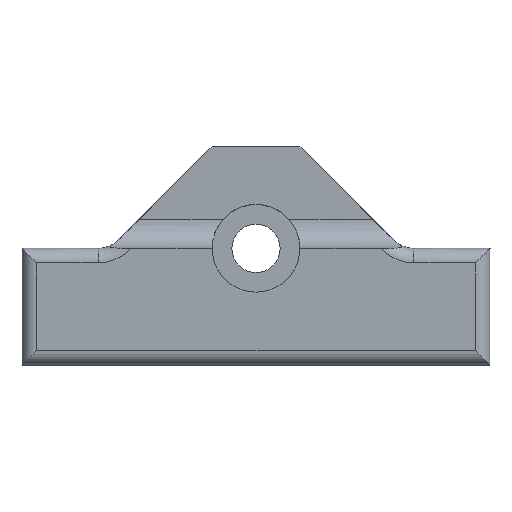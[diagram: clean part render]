
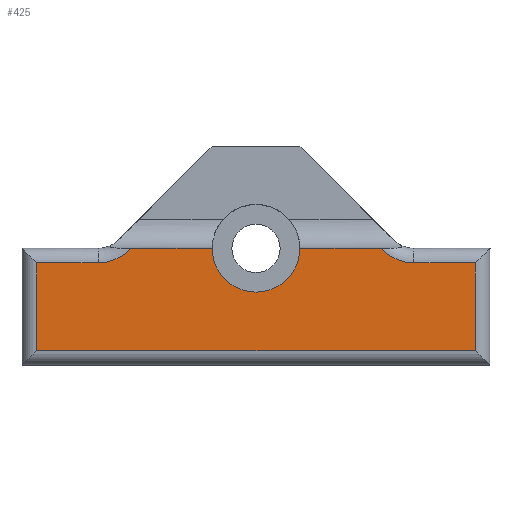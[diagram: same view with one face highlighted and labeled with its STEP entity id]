
A CAD part, top view. The second image highlights one B-rep face of the part: STEP entity #425.
In plain terms, the highlighted planar face has unit normal (0, 0, 1).
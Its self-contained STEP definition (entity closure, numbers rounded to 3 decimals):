
#17=PLANE('',#474);
#42=FACE_OUTER_BOUND('',#67,.T.);
#67=EDGE_LOOP('',(#311,#312,#313,#314,#315,#316,#317,#318,#319,#320));
#98=CIRCLE('',#470,3.);
#99=CIRCLE('',#472,3.);
#101=CIRCLE('',#475,3.);
#109=LINE('',#642,#146);
#110=LINE('',#646,#147);
#112=LINE('',#652,#149);
#114=LINE('',#658,#151);
#116=LINE('',#664,#153);
#118=LINE('',#712,#155);
#119=LINE('',#714,#156);
#146=VECTOR('',#510,10.);
#147=VECTOR('',#515,10.);
#149=VECTOR('',#521,10.);
#151=VECTOR('',#527,10.);
#153=VECTOR('',#533,10.);
#155=VECTOR('',#551,10.);
#156=VECTOR('',#552,10.);
#184=VERTEX_POINT('',#639);
#185=VERTEX_POINT('',#641);
#186=VERTEX_POINT('',#645);
#188=VERTEX_POINT('',#651);
#190=VERTEX_POINT('',#657);
#192=VERTEX_POINT('',#663);
#194=VERTEX_POINT('',#669);
#197=VERTEX_POINT('',#691);
#198=VERTEX_POINT('',#711);
#199=VERTEX_POINT('',#713);
#223=EDGE_CURVE('',#184,#185,#109,.T.);
#225=EDGE_CURVE('',#185,#186,#110,.T.);
#228=EDGE_CURVE('',#186,#188,#112,.T.);
#231=EDGE_CURVE('',#188,#190,#114,.T.);
#234=EDGE_CURVE('',#190,#192,#116,.T.);
#239=EDGE_CURVE('',#192,#194,#98,.T.);
#241=EDGE_CURVE('',#197,#184,#99,.T.);
#243=EDGE_CURVE('',#198,#194,#118,.T.);
#244=EDGE_CURVE('',#197,#199,#119,.T.);
#245=EDGE_CURVE('',#199,#198,#101,.T.);
#311=ORIENTED_EDGE('',*,*,#243,.T.);
#312=ORIENTED_EDGE('',*,*,#239,.F.);
#313=ORIENTED_EDGE('',*,*,#234,.F.);
#314=ORIENTED_EDGE('',*,*,#231,.F.);
#315=ORIENTED_EDGE('',*,*,#228,.F.);
#316=ORIENTED_EDGE('',*,*,#225,.F.);
#317=ORIENTED_EDGE('',*,*,#223,.F.);
#318=ORIENTED_EDGE('',*,*,#241,.F.);
#319=ORIENTED_EDGE('',*,*,#244,.T.);
#320=ORIENTED_EDGE('',*,*,#245,.T.);
#425=ADVANCED_FACE('',(#42),#17,.T.);
#470=AXIS2_PLACEMENT_3D('',#688,#541,#542);
#472=AXIS2_PLACEMENT_3D('',#708,#545,#546);
#474=AXIS2_PLACEMENT_3D('',#710,#549,#550);
#475=AXIS2_PLACEMENT_3D('',#715,#553,#554);
#510=DIRECTION('',(1.,0.,0.));
#515=DIRECTION('',(0.,-1.,0.));
#521=DIRECTION('',(-1.,0.,0.));
#527=DIRECTION('',(0.,1.,0.));
#533=DIRECTION('',(1.,0.,0.));
#541=DIRECTION('center_axis',(0.,0.,1.));
#542=DIRECTION('ref_axis',(0.,1.,0.));
#545=DIRECTION('center_axis',(0.,0.,1.));
#546=DIRECTION('ref_axis',(0.,1.,0.));
#549=DIRECTION('center_axis',(0.,0.,1.));
#550=DIRECTION('ref_axis',(1.,0.,0.));
#551=DIRECTION('',(-1.,0.,0.));
#552=DIRECTION('',(-1.,0.,0.));
#553=DIRECTION('center_axis',(0.,0.,-1.));
#554=DIRECTION('ref_axis',(1.,0.,0.));
#639=CARTESIAN_POINT('',(10.794,7.034,5.));
#641=CARTESIAN_POINT('',(15.,7.034,5.));
#642=CARTESIAN_POINT('',(8.,7.034,5.));
#645=CARTESIAN_POINT('',(15.,1.034,5.));
#646=CARTESIAN_POINT('',(15.,2.034,5.));
#651=CARTESIAN_POINT('',(-15.,1.034,5.));
#652=CARTESIAN_POINT('',(-8.,1.034,5.));
#657=CARTESIAN_POINT('',(-15.,7.034,5.));
#658=CARTESIAN_POINT('',(-15.,6.034,5.));
#663=CARTESIAN_POINT('',(-10.794,7.034,5.));
#664=CARTESIAN_POINT('',(8.,7.034,5.));
#669=CARTESIAN_POINT('',(-8.558,8.034,5.));
#688=CARTESIAN_POINT('Origin',(-10.794,10.034,5.));
#691=CARTESIAN_POINT('',(8.558,8.034,5.));
#708=CARTESIAN_POINT('Origin',(10.794,10.034,5.));
#710=CARTESIAN_POINT('Origin',(0.,4.034,5.));
#711=CARTESIAN_POINT('',(-3.,8.034,5.));
#712=CARTESIAN_POINT('',(-16.,8.034,5.));
#713=CARTESIAN_POINT('',(3.,8.034,5.));
#714=CARTESIAN_POINT('',(-16.,8.034,5.));
#715=CARTESIAN_POINT('Origin',(0.,8.034,5.));
